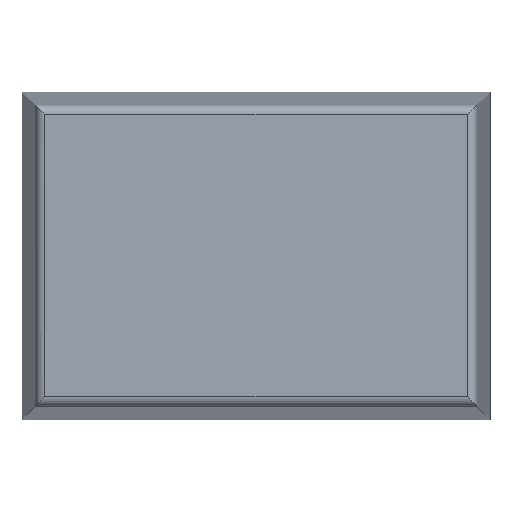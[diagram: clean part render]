
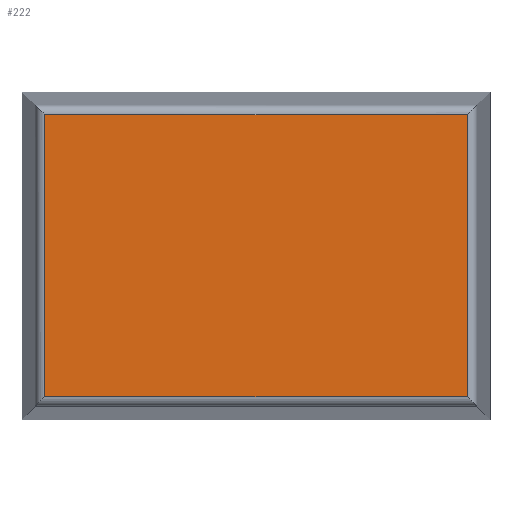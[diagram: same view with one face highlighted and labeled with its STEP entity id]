
A CAD part, top view. The second image highlights one B-rep face of the part: STEP entity #222.
In plain terms, the highlighted planar face has unit normal (0, 0, 1).
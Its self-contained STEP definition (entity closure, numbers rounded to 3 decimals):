
#36=FACE_OUTER_BOUND('',#50,.T.);
#50=EDGE_LOOP('',(#195,#196,#197,#198));
#71=LINE('',#370,#95);
#72=LINE('',#373,#96);
#73=LINE('',#377,#97);
#74=LINE('',#380,#98);
#95=VECTOR('',#307,1000.);
#96=VECTOR('',#310,1000.);
#97=VECTOR('',#315,1000.);
#98=VECTOR('',#320,1000.);
#111=VERTEX_POINT('',#366);
#112=VERTEX_POINT('',#368);
#113=VERTEX_POINT('',#372);
#114=VERTEX_POINT('',#376);
#137=EDGE_CURVE('',#112,#111,#71,.T.);
#138=EDGE_CURVE('',#111,#113,#72,.T.);
#140=EDGE_CURVE('',#113,#114,#73,.T.);
#142=EDGE_CURVE('',#114,#112,#74,.T.);
#195=ORIENTED_EDGE('',*,*,#140,.F.);
#196=ORIENTED_EDGE('',*,*,#138,.F.);
#197=ORIENTED_EDGE('',*,*,#137,.F.);
#198=ORIENTED_EDGE('',*,*,#142,.F.);
#208=PLANE('',#260);
#222=ADVANCED_FACE('',(#36),#208,.T.);
#260=AXIS2_PLACEMENT_3D('',#381,#321,#322);
#307=DIRECTION('',(1.,0.,0.));
#310=DIRECTION('',(0.,-1.,0.));
#315=DIRECTION('',(-1.,0.,0.));
#320=DIRECTION('',(0.,1.,0.));
#321=DIRECTION('center_axis',(0.,0.,1.));
#322=DIRECTION('ref_axis',(1.,0.,0.));
#366=CARTESIAN_POINT('',(0.452,0.302,0.6));
#368=CARTESIAN_POINT('',(-0.452,0.302,0.6));
#370=CARTESIAN_POINT('',(-0.47,0.302,0.6));
#372=CARTESIAN_POINT('',(0.452,-0.302,0.6));
#373=CARTESIAN_POINT('',(0.452,0.32,0.6));
#376=CARTESIAN_POINT('',(-0.452,-0.302,0.6));
#377=CARTESIAN_POINT('',(0.47,-0.302,0.6));
#380=CARTESIAN_POINT('',(-0.452,-0.32,0.6));
#381=CARTESIAN_POINT('Origin',(-0.5,0.35,0.6));
